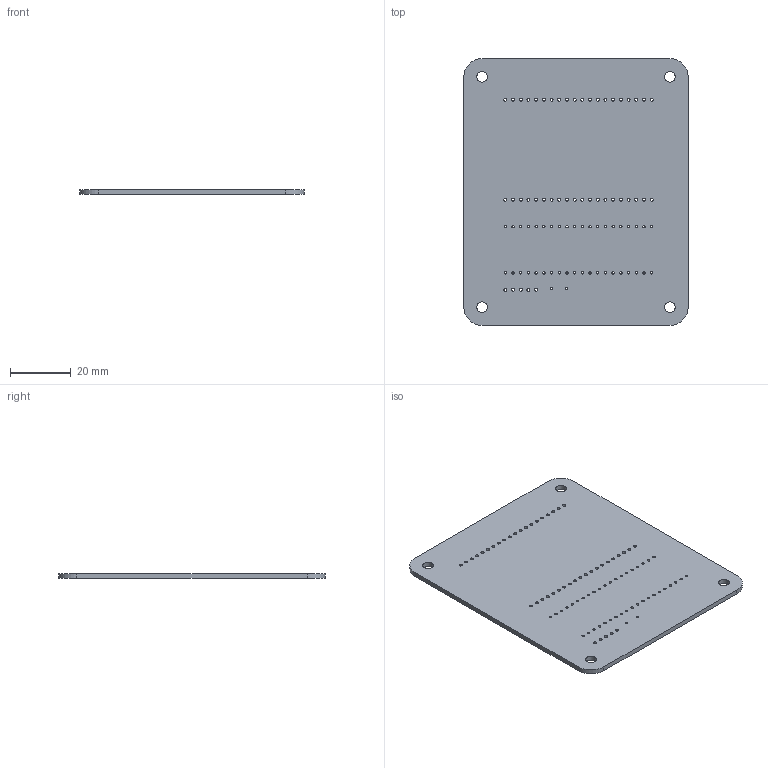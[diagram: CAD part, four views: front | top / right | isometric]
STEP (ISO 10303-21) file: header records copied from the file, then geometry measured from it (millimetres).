
FILE_DESCRIPTION(('KiCad electronic assembly'),'2;1');
FILE_NAME('lcd_breakout.step','2020-05-22T20:30:51',('An Author'),( 'A Company'),'Open CASCADE STEP processor 6.9', 'KiCad to STEP converter','Unknown');
FILE_SCHEMA(('AUTOMOTIVE_DESIGN { 1 0 10303 214 1 1 1 1 }'));
Length unit declared in the file: millimetre
Products named in the file (2): Open CASCADE STEP translator 6.9 1; COMPOUND
Assembly tree (1 placements, depth 2):
  Open CASCADE STEP translator 6.9 1
    COMPOUND
Bounding box: 74 x 88 x 1.6 mm (x, y, z)
Volume: 10217.9 mm3; surface area: 13739.7 mm2
Topology: 1 solids, 1 shells, 101 faces, 297 edges, 198 vertices
Faces by surface type: cylinder 95, plane 6
Full cylindrical faces by diameter (mm): 0.8 x42, 1 x45, 3.5 x4
Entity records: 7753 total; most frequent: DIRECTION 1287, CARTESIAN_POINT 1192, ORIENTED_EDGE 594, PCURVE 594, DEFINITIONAL_REPRESENTATION 594, LINE 511, VECTOR 511, CIRCLE 380
